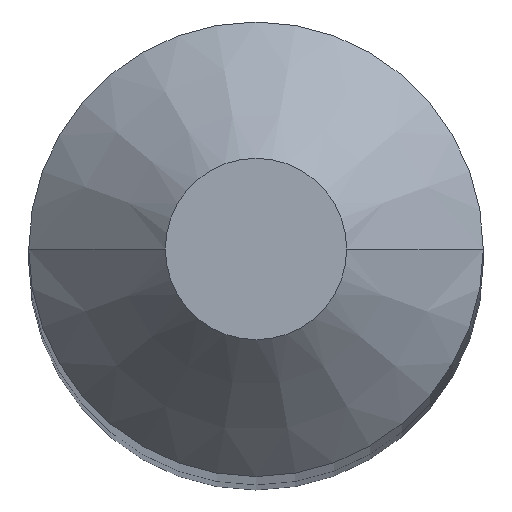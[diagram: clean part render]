
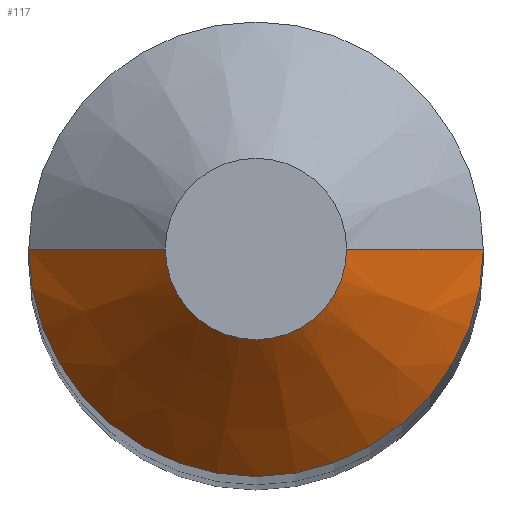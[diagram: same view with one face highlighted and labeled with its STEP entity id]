
A CAD part, top view. The second image highlights one B-rep face of the part: STEP entity #117.
In plain terms, the highlighted conical face has half-angle 45 degrees and reference radius 1.321 mm.
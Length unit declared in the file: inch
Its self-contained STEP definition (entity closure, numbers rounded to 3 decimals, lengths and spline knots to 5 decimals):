
#1 = DIRECTION ( 'NONE',  ( 0., 0., 1. ) ) ;
#3 = FACE_OUTER_BOUND ( 'NONE', #138, .T. ) ;
#25 = EDGE_CURVE ( 'NONE', #111, #146, #186, .T. ) ;
#27 = DIRECTION ( 'NONE',  ( -0.707, 0., -0.707 ) ) ;
#42 = DIRECTION ( 'NONE',  ( 1., 0., 0. ) ) ;
#50 = ORIENTED_EDGE ( 'NONE', *, *, #25, .T. ) ;
#53 = CIRCLE ( 'NONE', #374, 0.02075 ) ;
#54 = AXIS2_PLACEMENT_3D ( 'NONE', #288, #371, #42 ) ;
#60 = VERTEX_POINT ( 'NONE', #343 ) ;
#85 = EDGE_CURVE ( 'NONE', #203, #60, #124, .T. ) ;
#88 = DIRECTION ( 'NONE',  ( 0., 0., -1. ) ) ;
#89 = AXIS2_PLACEMENT_3D ( 'NONE', #306, #88, #276 ) ;
#96 = EDGE_CURVE ( 'NONE', #111, #203, #53, .T. ) ;
#111 = VERTEX_POINT ( 'NONE', #161 ) ;
#112 = VECTOR ( 'NONE', #244, 39.37008 ) ;
#117 = ADVANCED_FACE ( 'NONE', ( #3 ), #347, .T. ) ;
#123 = CARTESIAN_POINT ( 'NONE',  ( 0., 0., 0. ) ) ;
#124 = LINE ( 'NONE', #304, #112 ) ;
#138 = EDGE_LOOP ( 'NONE', ( #340, #290, #50, #280 ) ) ;
#146 = VERTEX_POINT ( 'NONE', #389 ) ;
#161 = CARTESIAN_POINT ( 'NONE',  ( -0.02075, 0., 0. ) ) ;
#186 = LINE ( 'NONE', #327, #298 ) ;
#203 = VERTEX_POINT ( 'NONE', #307 ) ;
#244 = DIRECTION ( 'NONE',  ( 0.707, 0., -0.707 ) ) ;
#276 = DIRECTION ( 'NONE',  ( -1., 0., 0. ) ) ;
#280 = ORIENTED_EDGE ( 'NONE', *, *, #341, .T. ) ;
#288 = CARTESIAN_POINT ( 'NONE',  ( 0., 0., -0.03125 ) ) ;
#290 = ORIENTED_EDGE ( 'NONE', *, *, #96, .F. ) ;
#298 = VECTOR ( 'NONE', #27, 39.37008 ) ;
#300 = DIRECTION ( 'NONE',  ( 1., 0., 0. ) ) ;
#304 = CARTESIAN_POINT ( 'NONE',  ( 0.052, 0., -0.03125 ) ) ;
#306 = CARTESIAN_POINT ( 'NONE',  ( 0., 0., -0.03125 ) ) ;
#307 = CARTESIAN_POINT ( 'NONE',  ( 0.02075, 0., 0. ) ) ;
#327 = CARTESIAN_POINT ( 'NONE',  ( -0.052, 0., -0.03125 ) ) ;
#332 = CIRCLE ( 'NONE', #54, 0.052 ) ;
#340 = ORIENTED_EDGE ( 'NONE', *, *, #85, .F. ) ;
#341 = EDGE_CURVE ( 'NONE', #146, #60, #332, .T. ) ;
#343 = CARTESIAN_POINT ( 'NONE',  ( 0.052, 0., -0.03125 ) ) ;
#347 = CONICAL_SURFACE ( 'NONE', #89, 0.052, 0.785 ) ;
#371 = DIRECTION ( 'NONE',  ( 0., 0., 1. ) ) ;
#374 = AXIS2_PLACEMENT_3D ( 'NONE', #123, #1, #300 ) ;
#389 = CARTESIAN_POINT ( 'NONE',  ( -0.052, 0., -0.03125 ) ) ;
